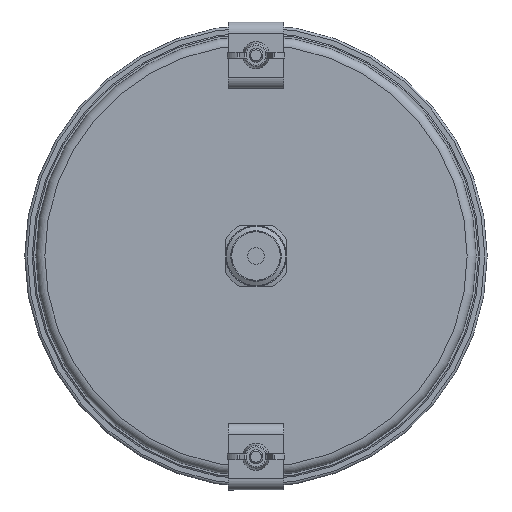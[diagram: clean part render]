
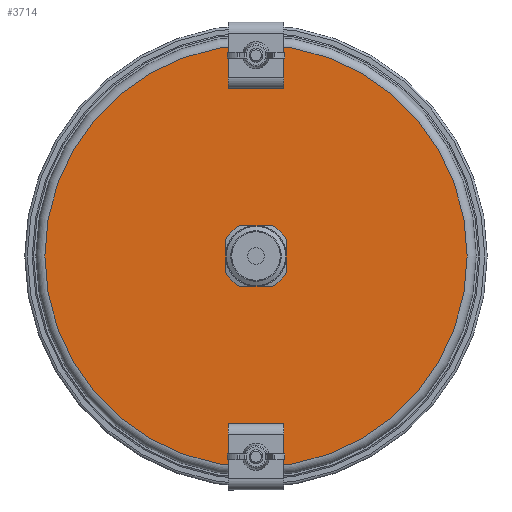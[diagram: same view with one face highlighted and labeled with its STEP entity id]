
A CAD part, front view. The second image highlights one B-rep face of the part: STEP entity #3714.
In plain terms, the highlighted planar face has unit normal (0, -1, 0).
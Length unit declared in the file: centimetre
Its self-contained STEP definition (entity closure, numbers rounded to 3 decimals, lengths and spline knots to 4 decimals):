
#626=FACE_BOUND('',#909,.T.);
#627=FACE_BOUND('',#910,.T.);
#628=FACE_BOUND('',#911,.T.);
#669=FACE_OUTER_BOUND('',#908,.T.);
#908=EDGE_LOOP('',(#2345));
#909=EDGE_LOOP('',(#2346));
#910=EDGE_LOOP('',(#2347));
#911=EDGE_LOOP('',(#2348));
#1190=CIRCLE('',#3956,7.625);
#1191=CIRCLE('',#3957,1.05);
#1192=CIRCLE('',#3958,0.325);
#1193=CIRCLE('',#3959,0.325);
#1473=VERTEX_POINT('',#5699);
#1474=VERTEX_POINT('',#5701);
#1475=VERTEX_POINT('',#5703);
#1476=VERTEX_POINT('',#5705);
#1812=EDGE_CURVE('',#1473,#1473,#1190,.T.);
#1813=EDGE_CURVE('',#1474,#1474,#1191,.T.);
#1814=EDGE_CURVE('',#1475,#1475,#1192,.T.);
#1815=EDGE_CURVE('',#1476,#1476,#1193,.T.);
#2345=ORIENTED_EDGE('',*,*,#1812,.T.);
#2346=ORIENTED_EDGE('',*,*,#1813,.F.);
#2347=ORIENTED_EDGE('',*,*,#1814,.T.);
#2348=ORIENTED_EDGE('',*,*,#1815,.T.);
#3411=PLANE('',#3955);
#3714=ADVANCED_FACE('',(#669,#626,#627,#628),#3411,.F.);
#3955=AXIS2_PLACEMENT_3D('',#5698,#4475,#4476);
#3956=AXIS2_PLACEMENT_3D('',#5700,#4477,#4478);
#3957=AXIS2_PLACEMENT_3D('',#5702,#4479,#4480);
#3958=AXIS2_PLACEMENT_3D('',#5704,#4481,#4482);
#3959=AXIS2_PLACEMENT_3D('',#5706,#4483,#4484);
#4475=DIRECTION('center_axis',(0.,1.,0.));
#4476=DIRECTION('ref_axis',(0.,0.,1.));
#4477=DIRECTION('center_axis',(0.,-1.,0.));
#4478=DIRECTION('ref_axis',(0.,0.,1.));
#4479=DIRECTION('center_axis',(0.,-1.,0.));
#4480=DIRECTION('ref_axis',(-1.,0.,0.));
#4481=DIRECTION('center_axis',(0.,1.,0.));
#4482=DIRECTION('ref_axis',(1.,0.,0.));
#4483=DIRECTION('center_axis',(0.,1.,0.));
#4484=DIRECTION('ref_axis',(1.,0.,0.));
#5698=CARTESIAN_POINT('Origin',(3.4498,-0.3,0.0002));
#5699=CARTESIAN_POINT('',(-0.0002,-0.3,7.6252));
#5700=CARTESIAN_POINT('Origin',(-0.0002,-0.3,
0.0002));
#5701=CARTESIAN_POINT('',(1.0498,-0.3,0.0002));
#5702=CARTESIAN_POINT('Origin',(-0.0002,-0.3,
0.0002));
#5703=CARTESIAN_POINT('',(0.325,-0.3,7.25));
#5704=CARTESIAN_POINT('Origin',(0.,-0.3,
7.25));
#5705=CARTESIAN_POINT('',(0.325,-0.3,-7.25));
#5706=CARTESIAN_POINT('Origin',(0.,-0.3,
-7.25));
